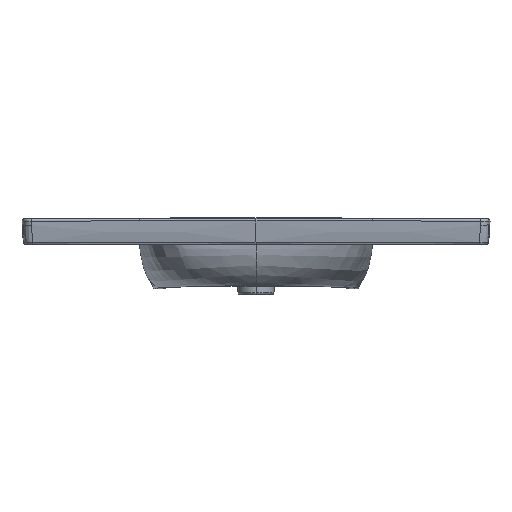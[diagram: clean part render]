
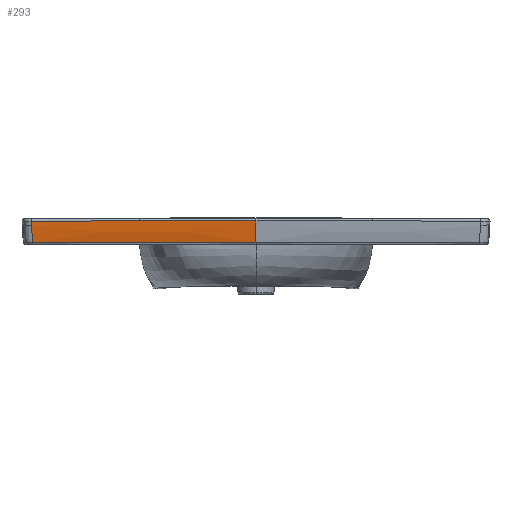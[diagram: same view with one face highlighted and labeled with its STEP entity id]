
A CAD part, front view. The second image highlights one B-rep face of the part: STEP entity #293.
In plain terms, the highlighted free-form (B-spline) face has degree [3, 3] with [5, 4] control points.
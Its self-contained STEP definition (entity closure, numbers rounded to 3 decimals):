
#78=B_SPLINE_SURFACE_WITH_KNOTS('',3,3,((#18762,#18763,#18764,#18765),(#18766,
#18767,#18768,#18769),(#18770,#18771,#18772,#18773),(#18774,#18775,#18776,
#18777),(#18778,#18779,#18780,#18781)),.UNSPECIFIED.,.F.,.F.,.F.,(4,1,4),
(4,4),(0.,0.492,1.),(0.,1.),.UNSPECIFIED.);
#293=ADVANCED_FACE('',(#694),#78,.T.);
#694=FACE_OUTER_BOUND('',#937,.T.);
#937=EDGE_LOOP('',(#1670,#1671,#1672,#1673,#1674,#1675));
#1114=(
BOUNDED_CURVE()
B_SPLINE_CURVE(3,(#15155,#15156,#15157,#15158),.UNSPECIFIED.,.F.,.F.)
B_SPLINE_CURVE_WITH_KNOTS((4,4),(0.,1.),.UNSPECIFIED.)
CURVE()
GEOMETRIC_REPRESENTATION_ITEM()
RATIONAL_B_SPLINE_CURVE((1.,1.,1.,1.))
REPRESENTATION_ITEM('')
);
#1124=(
BOUNDED_CURVE()
B_SPLINE_CURVE(3,(#15439,#15440,#15441,#15442),.UNSPECIFIED.,.F.,.F.)
B_SPLINE_CURVE_WITH_KNOTS((4,4),(0.,1.),.UNSPECIFIED.)
CURVE()
GEOMETRIC_REPRESENTATION_ITEM()
RATIONAL_B_SPLINE_CURVE((1.,1.,1.,1.))
REPRESENTATION_ITEM('')
);
#1670=ORIENTED_EDGE('',*,*,#3008,.T.);
#1671=ORIENTED_EDGE('',*,*,#2969,.F.);
#1672=ORIENTED_EDGE('',*,*,#2971,.F.);
#1673=ORIENTED_EDGE('',*,*,#2983,.F.);
#1674=ORIENTED_EDGE('',*,*,#3009,.F.);
#1675=ORIENTED_EDGE('',*,*,#3010,.T.);
#2543=VERTEX_POINT('',#15154);
#2544=VERTEX_POINT('',#15159);
#2545=VERTEX_POINT('',#15199);
#2550=VERTEX_POINT('',#15438);
#2563=VERTEX_POINT('',#18737);
#2564=VERTEX_POINT('',#18743);
#2969=EDGE_CURVE('',#2543,#2544,#1114,.T.);
#2971=EDGE_CURVE('',#2545,#2543,#4867,.T.);
#2983=EDGE_CURVE('',#2550,#2545,#1124,.T.);
#3008=EDGE_CURVE('',#2563,#2544,#4890,.T.);
#3009=EDGE_CURVE('',#2564,#2550,#4891,.T.);
#3010=EDGE_CURVE('',#2564,#2563,#4892,.T.);
#4867=B_SPLINE_CURVE_WITH_KNOTS('',3,(#15195,#15196,#15197,#15198),
 .UNSPECIFIED.,.F.,.F.,(4,4),(0.,1.),.UNSPECIFIED.);
#4890=B_SPLINE_CURVE_WITH_KNOTS('',3,(#18708,#18709,#18710,#18711,#18712,
#18713,#18714,#18715,#18716,#18717,#18718,#18719,#18720,#18721,#18722,#18723,
#18724,#18725,#18726,#18727,#18728,#18729,#18730,#18731,#18732,#18733,#18734,
#18735,#18736),.UNSPECIFIED.,.F.,.F.,(4,2,1,1,1,1,1,1,2,2,2,2,1,1,1,1,1,
2,2,4),(0.,0.125,0.188,0.219,0.234,
0.242,0.246,0.248,0.249,0.25,
0.375,0.437,0.469,0.484,
0.492,0.496,0.498,0.499,
0.5,1.),.UNSPECIFIED.);
#4891=B_SPLINE_CURVE_WITH_KNOTS('',3,(#18738,#18739,#18740,#18741,#18742),
 .UNSPECIFIED.,.F.,.F.,(4,1,4),(0.,0.491,1.),.UNSPECIFIED.);
#4892=B_SPLINE_CURVE_WITH_KNOTS('',3,(#18744,#18745,#18746,#18747,#18748,
#18749,#18750,#18751,#18752,#18753,#18754,#18755,#18756,#18757,#18758,#18759,
#18760,#18761),.UNSPECIFIED.,.F.,.F.,(4,2,2,2,1,1,1,1,2,2,4),(0.,0.25,
0.375,0.438,0.469,0.484,
0.492,0.496,0.498,0.5,
1.),.UNSPECIFIED.);
#15154=CARTESIAN_POINT('',(-479.365,-455.424,-13.823));
#15155=CARTESIAN_POINT('',(-479.365,-455.424,-13.823));
#15156=CARTESIAN_POINT('',(-479.445,-455.681,-10.951));
#15157=CARTESIAN_POINT('',(-479.514,-455.901,-8.075));
#15158=CARTESIAN_POINT('',(-479.572,-456.082,-5.195));
#15159=CARTESIAN_POINT('',(-479.572,-456.082,-5.195));
#15195=CARTESIAN_POINT('',(-477.696,-449.938,-51.014));
#15196=CARTESIAN_POINT('',(-478.455,-452.469,-38.751));
#15197=CARTESIAN_POINT('',(-479.016,-454.304,-26.325));
#15198=CARTESIAN_POINT('',(-479.365,-455.424,-13.823));
#15199=CARTESIAN_POINT('',(-477.696,-449.938,-51.014));
#15438=CARTESIAN_POINT('',(0.,-453.249,-51.013));
#15439=CARTESIAN_POINT('',(0.,-453.249,-51.013));
#15440=CARTESIAN_POINT('',(-159.236,-453.249,-51.013));
#15441=CARTESIAN_POINT('',(-318.471,-452.145,-51.013));
#15442=CARTESIAN_POINT('',(-477.696,-449.938,-51.014));
#18708=CARTESIAN_POINT('',(-248.494,-458.534,-4.861));
#18709=CARTESIAN_POINT('',(-258.669,-458.461,-4.86));
#18710=CARTESIAN_POINT('',(-268.572,-458.385,-4.862));
#18711=CARTESIAN_POINT('',(-283.014,-458.269,-4.871));
#18712=CARTESIAN_POINT('',(-290.133,-458.209,-4.876));
#18713=CARTESIAN_POINT('',(-298.259,-458.139,-4.885));
#18714=CARTESIAN_POINT('',(-302.277,-458.104,-4.89));
#18715=CARTESIAN_POINT('',(-304.275,-458.086,-4.893));
#18716=CARTESIAN_POINT('',(-305.271,-458.078,-4.894));
#18717=CARTESIAN_POINT('',(-305.768,-458.073,-4.895));
#18718=CARTESIAN_POINT('',(-305.981,-458.071,-4.895));
#18719=CARTESIAN_POINT('',(-306.123,-458.07,-4.895));
#18720=CARTESIAN_POINT('',(-306.227,-458.069,-4.896));
#18721=CARTESIAN_POINT('',(-311.097,-458.026,-4.902));
#18722=CARTESIAN_POINT('',(-318.328,-457.96,-4.915));
#18723=CARTESIAN_POINT('',(-332.771,-457.821,-4.943));
#18724=CARTESIAN_POINT('',(-338.184,-457.768,-4.954));
#18725=CARTESIAN_POINT('',(-347.204,-457.678,-4.972));
#18726=CARTESIAN_POINT('',(-351.938,-457.629,-4.982));
#18727=CARTESIAN_POINT('',(-357.856,-457.568,-4.995));
#18728=CARTESIAN_POINT('',(-360.912,-457.535,-5.001));
#18729=CARTESIAN_POINT('',(-362.466,-457.519,-5.004));
#18730=CARTESIAN_POINT('',(-363.248,-457.511,-5.006));
#18731=CARTESIAN_POINT('',(-363.585,-457.507,-5.007));
#18732=CARTESIAN_POINT('',(-363.81,-457.505,-5.007));
#18733=CARTESIAN_POINT('',(-363.96,-457.503,-5.008));
#18734=CARTESIAN_POINT('',(-402.538,-457.092,-5.089));
#18735=CARTESIAN_POINT('',(-441.051,-456.619,-5.152));
#18736=CARTESIAN_POINT('',(-479.572,-456.082,-5.195));
#18737=CARTESIAN_POINT('',(-248.494,-458.534,-4.861));
#18738=CARTESIAN_POINT('',(0.,-459.421,-4.944));
#18739=CARTESIAN_POINT('',(0.,-458.948,-12.537));
#18740=CARTESIAN_POINT('',(0.,-457.446,-27.98));
#18741=CARTESIAN_POINT('',(0.,-454.849,-43.278));
#18742=CARTESIAN_POINT('',(0.,-453.249,-51.013));
#18743=CARTESIAN_POINT('',(0.,-459.421,-4.944));
#18744=CARTESIAN_POINT('',(0.,-459.421,-4.944));
#18745=CARTESIAN_POINT('',(-14.686,-459.421,-4.944));
#18746=CARTESIAN_POINT('',(-32.384,-459.412,-4.941));
#18747=CARTESIAN_POINT('',(-63.446,-459.365,-4.934));
#18748=CARTESIAN_POINT('',(-74.552,-459.343,-4.931));
#18749=CARTESIAN_POINT('',(-92.341,-459.299,-4.925));
#18750=CARTESIAN_POINT('',(-98.459,-459.283,-4.924));
#18751=CARTESIAN_POINT('',(-107.918,-459.254,-4.92));
#18752=CARTESIAN_POINT('',(-112.718,-459.239,-4.919));
#18753=CARTESIAN_POINT('',(-118.442,-459.22,-4.917));
#18754=CARTESIAN_POINT('',(-121.334,-459.21,-4.916));
#18755=CARTESIAN_POINT('',(-122.788,-459.205,-4.915));
#18756=CARTESIAN_POINT('',(-123.413,-459.203,-4.915));
#18757=CARTESIAN_POINT('',(-123.83,-459.201,-4.915));
#18758=CARTESIAN_POINT('',(-124.086,-459.2,-4.915));
#18759=CARTESIAN_POINT('',(-165.664,-459.052,-4.9));
#18760=CARTESIAN_POINT('',(-207.079,-458.83,-4.882));
#18761=CARTESIAN_POINT('',(-248.494,-458.534,-4.861));
#18762=CARTESIAN_POINT('',(-482.562,-456.079,-4.583));
#18763=CARTESIAN_POINT('',(-321.719,-458.322,-4.581));
#18764=CARTESIAN_POINT('',(-160.859,-459.443,-4.579));
#18765=CARTESIAN_POINT('',(0.,-459.443,-4.579));
#18766=CARTESIAN_POINT('',(-482.403,-455.607,-12.303));
#18767=CARTESIAN_POINT('',(-321.612,-457.85,-12.297));
#18768=CARTESIAN_POINT('',(-160.806,-458.971,-12.294));
#18769=CARTESIAN_POINT('',(0.,-458.971,-12.294));
#18770=CARTESIAN_POINT('',(-481.902,-454.091,-27.969));
#18771=CARTESIAN_POINT('',(-321.279,-456.335,-27.958));
#18772=CARTESIAN_POINT('',(-160.639,-457.457,-27.953));
#18773=CARTESIAN_POINT('',(0.,-457.457,-27.953));
#18774=CARTESIAN_POINT('',(-481.059,-451.461,-43.473));
#18775=CARTESIAN_POINT('',(-320.716,-453.699,-43.465));
#18776=CARTESIAN_POINT('',(-160.358,-454.818,-43.461));
#18777=CARTESIAN_POINT('',(0.,-454.818,-43.461));
#18778=CARTESIAN_POINT('',(-480.544,-449.841,-51.291));
#18779=CARTESIAN_POINT('',(-320.373,-452.075,-51.288));
#18780=CARTESIAN_POINT('',(-160.187,-453.192,-51.287));
#18781=CARTESIAN_POINT('',(0.,-453.192,-51.287));
